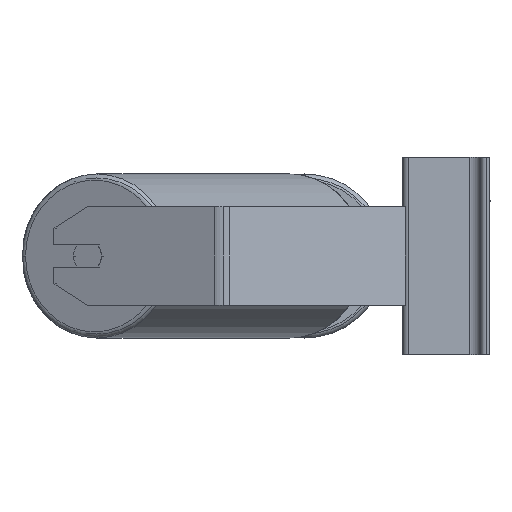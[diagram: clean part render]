
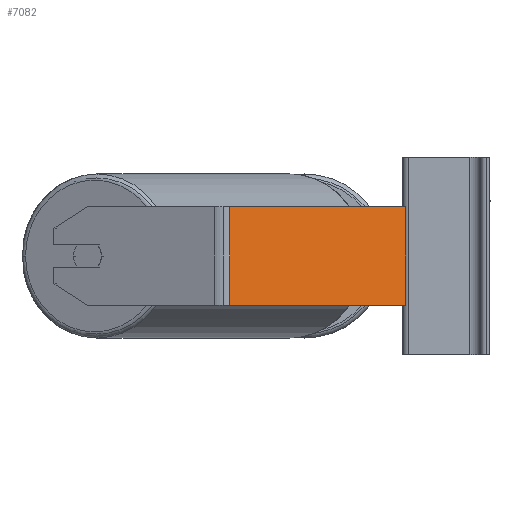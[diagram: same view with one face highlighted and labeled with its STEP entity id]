
A CAD part, left-side view. The second image highlights one B-rep face of the part: STEP entity #7082.
In plain terms, the highlighted planar face has unit normal (-0.94, -0.342, 0).
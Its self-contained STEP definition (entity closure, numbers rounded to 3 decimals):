
#81 = DIRECTION ( 'NONE',  ( -0.342, 0.94, 0. ) ) ;
#132 = EDGE_CURVE ( 'NONE', #2373, #8121, #832, .T. ) ;
#513 = VECTOR ( 'NONE', #7040, 1000. ) ;
#713 = EDGE_CURVE ( 'NONE', #3331, #8121, #6098, .T. ) ;
#832 = LINE ( 'NONE', #2488, #3935 ) ;
#2211 = CARTESIAN_POINT ( 'NONE',  ( -641.627, 164.613, 40. ) ) ;
#2373 = VERTEX_POINT ( 'NONE', #8957 ) ;
#2410 = CARTESIAN_POINT ( 'NONE',  ( -639.361, 158.386, 40. ) ) ;
#2445 = CARTESIAN_POINT ( 'NONE',  ( -641.627, 164.613, 40. ) ) ;
#2488 = CARTESIAN_POINT ( 'NONE',  ( -641.627, 164.613, -40. ) ) ;
#2496 = DIRECTION ( 'NONE',  ( 0.94, 0.342, 0. ) ) ;
#3121 = DIRECTION ( 'NONE',  ( 0.342, -0.94, 0. ) ) ;
#3331 = VERTEX_POINT ( 'NONE', #5137 ) ;
#3384 = EDGE_LOOP ( 'NONE', ( #6049, #5295, #4954, #5903 ) ) ;
#3800 = CARTESIAN_POINT ( 'NONE',  ( -587.518, 15.948, -40. ) ) ;
#3882 = LINE ( 'NONE', #2211, #513 ) ;
#3935 = VECTOR ( 'NONE', #3121, 1000. ) ;
#4954 = ORIENTED_EDGE ( 'NONE', *, *, #10283, .F. ) ;
#5137 = CARTESIAN_POINT ( 'NONE',  ( -587.518, 15.948, 40. ) ) ;
#5295 = ORIENTED_EDGE ( 'NONE', *, *, #713, .F. ) ;
#5903 = ORIENTED_EDGE ( 'NONE', *, *, #9646, .T. ) ;
#6049 = ORIENTED_EDGE ( 'NONE', *, *, #132, .T. ) ;
#6098 = LINE ( 'NONE', #7105, #6883 ) ;
#6883 = VECTOR ( 'NONE', #8746, 1000. ) ;
#7040 = DIRECTION ( 'NONE',  ( 0.342, -0.94, 0. ) ) ;
#7082 = ADVANCED_FACE ( 'NONE', ( #7723 ), #8193, .F. ) ;
#7105 = CARTESIAN_POINT ( 'NONE',  ( -587.518, 15.948, 40. ) ) ;
#7577 = VECTOR ( 'NONE', #9045, 1000. ) ;
#7723 = FACE_OUTER_BOUND ( 'NONE', #3384, .T. ) ;
#8121 = VERTEX_POINT ( 'NONE', #3800 ) ;
#8193 = PLANE ( 'NONE',  #8864 ) ;
#8746 = DIRECTION ( 'NONE',  ( 0., 0., -1. ) ) ;
#8768 = CARTESIAN_POINT ( 'NONE',  ( -639.361, 158.386, 40. ) ) ;
#8864 = AXIS2_PLACEMENT_3D ( 'NONE', #2445, #2496, #81 ) ;
#8957 = CARTESIAN_POINT ( 'NONE',  ( -639.361, 158.386, -40. ) ) ;
#9041 = VERTEX_POINT ( 'NONE', #8768 ) ;
#9045 = DIRECTION ( 'NONE',  ( 0., 0., -1. ) ) ;
#9646 = EDGE_CURVE ( 'NONE', #9041, #2373, #9794, .T. ) ;
#9794 = LINE ( 'NONE', #2410, #7577 ) ;
#10283 = EDGE_CURVE ( 'NONE', #9041, #3331, #3882, .T. ) ;
